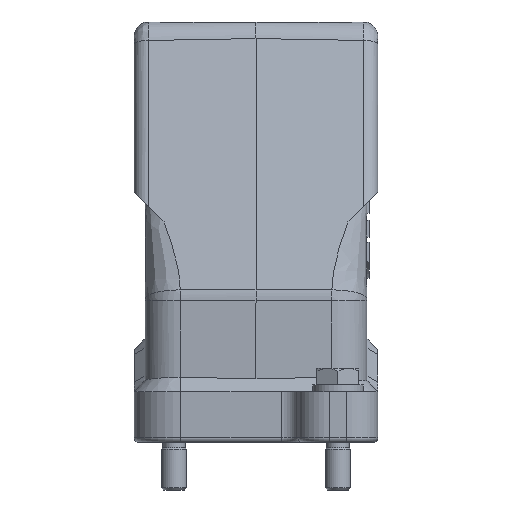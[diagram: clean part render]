
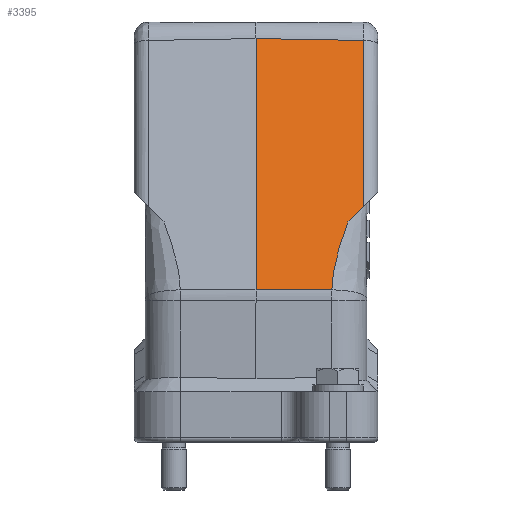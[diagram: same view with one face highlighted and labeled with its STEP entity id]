
A CAD part, left-side view. The second image highlights one B-rep face of the part: STEP entity #3395.
In plain terms, the highlighted planar face has unit normal (-0.966, -0.018, 0.259).
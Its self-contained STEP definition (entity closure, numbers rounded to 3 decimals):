
#2455=(
BOUNDED_CURVE()
B_SPLINE_CURVE(3,(#15629,#15630,#15631,#15632,#15633,#15634,#15635,#15636,
#15637,#15638),.UNSPECIFIED.,.F.,.F.)
B_SPLINE_CURVE_WITH_KNOTS((4,3,3,4),(0.,0.192,0.32,
1.),.UNSPECIFIED.)
CURVE()
GEOMETRIC_REPRESENTATION_ITEM()
RATIONAL_B_SPLINE_CURVE((1.,1.,1.,1.,1.,1.,1.,1.,1.,1.))
REPRESENTATION_ITEM('')
);
#2867=FACE_OUTER_BOUND('',#4150,.T.);
#3395=ADVANCED_FACE('',(#2867),#3771,.T.);
#3771=PLANE('',#10461);
#4150=EDGE_LOOP('',(#5235,#5236,#5237,#5238,#5239,#5240));
#5235=ORIENTED_EDGE('',*,*,#7881,.T.);
#5236=ORIENTED_EDGE('',*,*,#7361,.T.);
#5237=ORIENTED_EDGE('',*,*,#7872,.T.);
#5238=ORIENTED_EDGE('',*,*,#7882,.T.);
#5239=ORIENTED_EDGE('',*,*,#7883,.T.);
#5240=ORIENTED_EDGE('',*,*,#7884,.T.);
#6679=VERTEX_POINT('',#12955);
#6684=VERTEX_POINT('',#12965);
#7088=VERTEX_POINT('',#15590);
#7095=VERTEX_POINT('',#15626);
#7096=VERTEX_POINT('',#15628);
#7097=VERTEX_POINT('',#15639);
#7361=EDGE_CURVE('',#6684,#6679,#8398,.T.);
#7872=EDGE_CURVE('',#6679,#7088,#8679,.T.);
#7881=EDGE_CURVE('',#7095,#6684,#8686,.T.);
#7882=EDGE_CURVE('',#7088,#7096,#8687,.T.);
#7883=EDGE_CURVE('',#7096,#7097,#2455,.T.);
#7884=EDGE_CURVE('',#7097,#7095,#8688,.T.);
#8398=LINE('',#12967,#8971);
#8679=LINE('',#15589,#9252);
#8686=LINE('',#15625,#9259);
#8687=LINE('',#15627,#9260);
#8688=LINE('',#15640,#9261);
#8971=VECTOR('',#11010,1.);
#9252=VECTOR('',#11681,1.);
#9259=VECTOR('',#11692,1.);
#9260=VECTOR('',#11693,1.);
#9261=VECTOR('',#11694,1.);
#10461=AXIS2_PLACEMENT_3D('',#15641,#11695,#11696);
#11010=DIRECTION('',(-0.013,1.,0.017));
#11681=DIRECTION('',(-0.259,0.,-0.966));
#11692=DIRECTION('',(0.259,0.,0.966));
#11693=DIRECTION('',(0.017,-1.,-0.002));
#11694=DIRECTION('',(0.198,-0.693,0.693));
#11695=DIRECTION('',(-0.966,-0.017,0.259));
#11696=DIRECTION('',(0.259,0.,0.966));
#12955=CARTESIAN_POINT('',(-28.641,0.,78.004));
#12965=CARTESIAN_POINT('',(-28.298,-25.561,77.557));
#12967=CARTESIAN_POINT('',(-28.642,0.062,78.005));
#15589=CARTESIAN_POINT('',(-27.449,0.,82.45));
#15590=CARTESIAN_POINT('',(-44.659,0.,18.221));
#15625=CARTESIAN_POINT('',(-27.119,-25.561,81.959));
#15626=CARTESIAN_POINT('',(-38.895,-25.561,38.011));
#15627=CARTESIAN_POINT('',(-44.657,-0.153,18.221));
#15628=CARTESIAN_POINT('',(-44.344,-18.048,18.18));
#15629=CARTESIAN_POINT('',(-44.344,-18.048,18.18));
#15630=CARTESIAN_POINT('',(-43.235,-18.048,22.322));
#15631=CARTESIAN_POINT('',(-42.104,-19.277,26.458));
#15632=CARTESIAN_POINT('',(-40.974,-20.505,30.594));
#15633=CARTESIAN_POINT('',(-40.22,-21.324,33.351));
#15634=CARTESIAN_POINT('',(-39.453,-22.961,36.105));
#15635=CARTESIAN_POINT('',(-38.713,-22.961,38.866));
#15636=CARTESIAN_POINT('',(-34.775,-22.961,53.561));
#15637=CARTESIAN_POINT('',(-30.838,-22.961,68.256));
#15638=CARTESIAN_POINT('',(-26.9,-22.961,82.952));
#15639=CARTESIAN_POINT('',(-39.943,-21.895,34.345));
#15640=CARTESIAN_POINT('',(-35.851,-36.202,48.652));
#15641=CARTESIAN_POINT('',(-27.449,0.,82.45));
